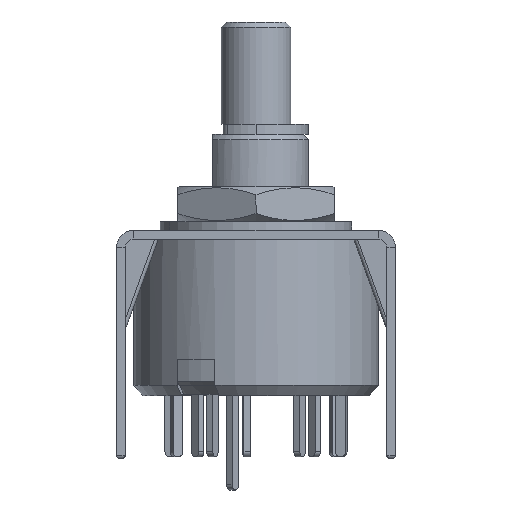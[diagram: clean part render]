
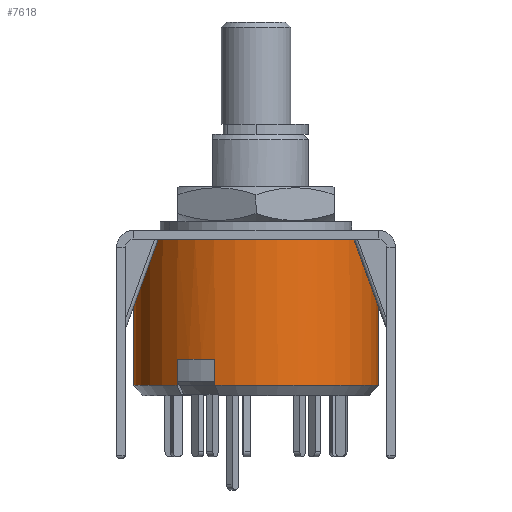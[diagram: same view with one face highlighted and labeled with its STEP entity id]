
A CAD part, front view. The second image highlights one B-rep face of the part: STEP entity #7618.
In plain terms, the highlighted cylindrical face has radius 7 mm (diameter 14 mm), a partial arc.
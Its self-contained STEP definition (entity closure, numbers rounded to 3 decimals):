
#195 = EDGE_CURVE ( 'NONE', #9829, #14021, #4447, .T. ) ;
#317 = DIRECTION ( 'NONE',  ( 0., 0., 1. ) ) ;
#1262 = VERTEX_POINT ( 'NONE', #2924 ) ;
#1372 = DIRECTION ( 'NONE',  ( 0., 0., -1. ) ) ;
#1402 = DIRECTION ( 'NONE',  ( 0., 0., -1. ) ) ;
#1430 = CARTESIAN_POINT ( 'NONE',  ( 0., 0., -7.4 ) ) ;
#1723 = EDGE_CURVE ( 'NONE', #9799, #16124, #7344, .T. ) ;
#2058 = CARTESIAN_POINT ( 'NONE',  ( -4.526, -5.34, -5.9 ) ) ;
#2566 = CARTESIAN_POINT ( 'NONE',  ( 0., 0., 0.95 ) ) ;
#2620 = CARTESIAN_POINT ( 'NONE',  ( 0., 0., -7.4 ) ) ;
#2723 = EDGE_CURVE ( 'NONE', #9829, #1262, #11533, .T. ) ;
#2924 = CARTESIAN_POINT ( 'NONE',  ( -7., 0., 0.95 ) ) ;
#3337 = CARTESIAN_POINT ( 'NONE',  ( 7., 0., -7.4 ) ) ;
#3550 = DIRECTION ( 'NONE',  ( 0., 0., -1. ) ) ;
#3622 = DIRECTION ( 'NONE',  ( -1., 0., 0. ) ) ;
#3640 = CIRCLE ( 'NONE', #14527, 7. ) ;
#3694 = CARTESIAN_POINT ( 'NONE',  ( -4.526, -5.34, 9. ) ) ;
#3753 = DIRECTION ( 'NONE',  ( 0., 0., 1. ) ) ;
#3874 = ORIENTED_EDGE ( 'NONE', *, *, #13679, .F. ) ;
#4447 = LINE ( 'NONE', #8704, #11987 ) ;
#4456 = AXIS2_PLACEMENT_3D ( 'NONE', #6365, #1402, #14012 ) ;
#4520 = EDGE_LOOP ( 'NONE', ( #15912, #10830, #7076, #15409, #5651, #14741, #5985, #3874 ) ) ;
#4550 = CARTESIAN_POINT ( 'NONE',  ( 7., 0., 0.95 ) ) ;
#4770 = EDGE_CURVE ( 'NONE', #8004, #9799, #3640, .T. ) ;
#5535 = DIRECTION ( 'NONE',  ( -1., 0., 0. ) ) ;
#5651 = ORIENTED_EDGE ( 'NONE', *, *, #15657, .T. ) ;
#5985 = ORIENTED_EDGE ( 'NONE', *, *, #1723, .T. ) ;
#6033 = CARTESIAN_POINT ( 'NONE',  ( -7., 0., 9. ) ) ;
#6088 = CYLINDRICAL_SURFACE ( 'NONE', #4456, 7. ) ;
#6092 = VECTOR ( 'NONE', #3753, 1000. ) ;
#6193 = AXIS2_PLACEMENT_3D ( 'NONE', #2566, #11437, #3622 ) ;
#6353 = DIRECTION ( 'NONE',  ( 1., 0., 0. ) ) ;
#6365 = CARTESIAN_POINT ( 'NONE',  ( 0., 0., 9. ) ) ;
#6539 = CARTESIAN_POINT ( 'NONE',  ( -4.526, -5.34, -7.4 ) ) ;
#7071 = FACE_OUTER_BOUND ( 'NONE', #4520, .T. ) ;
#7074 = LINE ( 'NONE', #3694, #6092 ) ;
#7076 = ORIENTED_EDGE ( 'NONE', *, *, #13473, .T. ) ;
#7344 = LINE ( 'NONE', #10407, #9364 ) ;
#7480 = VERTEX_POINT ( 'NONE', #13629 ) ;
#7589 = AXIS2_PLACEMENT_3D ( 'NONE', #2620, #7653, #6353 ) ;
#7618 = ADVANCED_FACE ( 'NONE', ( #7071 ), #6088, .T. ) ;
#7653 = DIRECTION ( 'NONE',  ( 0., 0., -1. ) ) ;
#7700 = DIRECTION ( 'NONE',  ( 1., 0., 0. ) ) ;
#8004 = VERTEX_POINT ( 'NONE', #2058 ) ;
#8704 = CARTESIAN_POINT ( 'NONE',  ( 7., 0., 9. ) ) ;
#8966 = CARTESIAN_POINT ( 'NONE',  ( -2.361, -6.59, -7.4 ) ) ;
#9351 = CIRCLE ( 'NONE', #7589, 7. ) ;
#9364 = VECTOR ( 'NONE', #12914, 1000. ) ;
#9365 = VECTOR ( 'NONE', #13510, 1000. ) ;
#9515 = EDGE_CURVE ( 'NONE', #11016, #7480, #10137, .T. ) ;
#9799 = VERTEX_POINT ( 'NONE', #10741 ) ;
#9829 = VERTEX_POINT ( 'NONE', #4550 ) ;
#10137 = CIRCLE ( 'NONE', #12885, 7. ) ;
#10407 = CARTESIAN_POINT ( 'NONE',  ( -2.361, -6.59, 9. ) ) ;
#10741 = CARTESIAN_POINT ( 'NONE',  ( -2.361, -6.59, -5.9 ) ) ;
#10830 = ORIENTED_EDGE ( 'NONE', *, *, #2723, .T. ) ;
#11016 = VERTEX_POINT ( 'NONE', #6539 ) ;
#11437 = DIRECTION ( 'NONE',  ( 0., 0., -1. ) ) ;
#11533 = CIRCLE ( 'NONE', #6193, 7. ) ;
#11815 = CARTESIAN_POINT ( 'NONE',  ( 0., 0., -5.9 ) ) ;
#11947 = LINE ( 'NONE', #6033, #9365 ) ;
#11987 = VECTOR ( 'NONE', #3550, 1000. ) ;
#12885 = AXIS2_PLACEMENT_3D ( 'NONE', #1430, #1372, #7700 ) ;
#12914 = DIRECTION ( 'NONE',  ( 0., 0., -1. ) ) ;
#13473 = EDGE_CURVE ( 'NONE', #1262, #7480, #11947, .T. ) ;
#13510 = DIRECTION ( 'NONE',  ( 0., 0., -1. ) ) ;
#13629 = CARTESIAN_POINT ( 'NONE',  ( -7., 0., -7.4 ) ) ;
#13679 = EDGE_CURVE ( 'NONE', #14021, #16124, #9351, .T. ) ;
#14012 = DIRECTION ( 'NONE',  ( -1., 0., 0. ) ) ;
#14021 = VERTEX_POINT ( 'NONE', #3337 ) ;
#14527 = AXIS2_PLACEMENT_3D ( 'NONE', #11815, #317, #5535 ) ;
#14741 = ORIENTED_EDGE ( 'NONE', *, *, #4770, .T. ) ;
#15409 = ORIENTED_EDGE ( 'NONE', *, *, #9515, .F. ) ;
#15657 = EDGE_CURVE ( 'NONE', #11016, #8004, #7074, .T. ) ;
#15912 = ORIENTED_EDGE ( 'NONE', *, *, #195, .F. ) ;
#16124 = VERTEX_POINT ( 'NONE', #8966 ) ;
